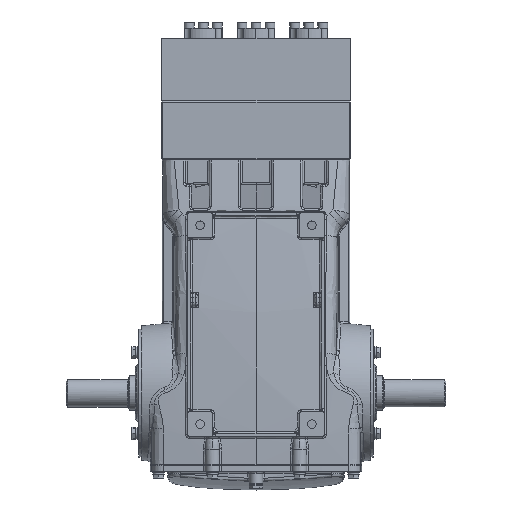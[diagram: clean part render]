
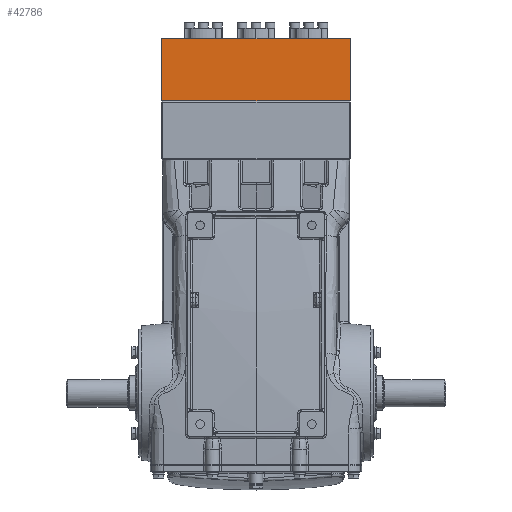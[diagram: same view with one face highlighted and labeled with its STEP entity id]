
A CAD part, front view. The second image highlights one B-rep face of the part: STEP entity #42786.
In plain terms, the highlighted planar face has unit normal (0, -1, 0).
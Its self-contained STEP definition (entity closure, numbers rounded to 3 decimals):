
#773 = LINE ( 'NONE', #17431, #80031 ) ;
#1592 = DIRECTION ( 'NONE',  ( 0., 0., -1. ) ) ;
#4303 = FACE_OUTER_BOUND ( 'NONE', #62101, .T. ) ;
#5347 = ORIENTED_EDGE ( 'NONE', *, *, #37243, .T. ) ;
#7679 = CARTESIAN_POINT ( 'NONE',  ( 5.984, -3.78, 22.441 ) ) ;
#10289 = EDGE_CURVE ( 'NONE', #55728, #55328, #773, .T. ) ;
#10370 = VERTEX_POINT ( 'NONE', #61160 ) ;
#13718 = CARTESIAN_POINT ( 'NONE',  ( -5.984, -3.78, 18.504 ) ) ;
#14401 = CARTESIAN_POINT ( 'NONE',  ( -5.984, -3.78, 22.441 ) ) ;
#17431 = CARTESIAN_POINT ( 'NONE',  ( -5.984, -3.78, 22.441 ) ) ;
#18187 = ORIENTED_EDGE ( 'NONE', *, *, #10289, .F. ) ;
#21997 = ORIENTED_EDGE ( 'NONE', *, *, #59857, .F. ) ;
#27234 = AXIS2_PLACEMENT_3D ( 'NONE', #78013, #72362, #65503 ) ;
#27598 = ORIENTED_EDGE ( 'NONE', *, *, #41768, .T. ) ;
#30715 = VECTOR ( 'NONE', #71101, 39.37 ) ;
#37243 = EDGE_CURVE ( 'NONE', #55728, #78420, #77151, .T. ) ;
#38791 = LINE ( 'NONE', #45699, #48007 ) ;
#41768 = EDGE_CURVE ( 'NONE', #78420, #10370, #38791, .T. ) ;
#41911 = VECTOR ( 'NONE', #1592, 39.37 ) ;
#42786 = ADVANCED_FACE ( 'NONE', ( #4303 ), #47664, .F. ) ;
#45699 = CARTESIAN_POINT ( 'NONE',  ( -5.984, -3.78, 18.504 ) ) ;
#47664 = PLANE ( 'NONE',  #27234 ) ;
#48007 = VECTOR ( 'NONE', #64334, 39.37 ) ;
#49807 = DIRECTION ( 'NONE',  ( 1., 0., 0. ) ) ;
#55328 = VERTEX_POINT ( 'NONE', #79201 ) ;
#55728 = VERTEX_POINT ( 'NONE', #66007 ) ;
#59857 = EDGE_CURVE ( 'NONE', #55328, #10370, #63186, .T. ) ;
#61160 = CARTESIAN_POINT ( 'NONE',  ( 5.984, -3.78, 18.504 ) ) ;
#62101 = EDGE_LOOP ( 'NONE', ( #27598, #21997, #18187, #5347 ) ) ;
#63186 = LINE ( 'NONE', #7679, #41911 ) ;
#64334 = DIRECTION ( 'NONE',  ( 1., 0., 0. ) ) ;
#65503 = DIRECTION ( 'NONE',  ( 0., 0., 1. ) ) ;
#66007 = CARTESIAN_POINT ( 'NONE',  ( -5.984, -3.78, 22.441 ) ) ;
#71101 = DIRECTION ( 'NONE',  ( 0., 0., -1. ) ) ;
#72362 = DIRECTION ( 'NONE',  ( 0., 1., 0. ) ) ;
#77151 = LINE ( 'NONE', #14401, #30715 ) ;
#78013 = CARTESIAN_POINT ( 'NONE',  ( -5.984, -3.78, 22.441 ) ) ;
#78420 = VERTEX_POINT ( 'NONE', #13718 ) ;
#79201 = CARTESIAN_POINT ( 'NONE',  ( 5.984, -3.78, 22.441 ) ) ;
#80031 = VECTOR ( 'NONE', #49807, 39.37 ) ;
